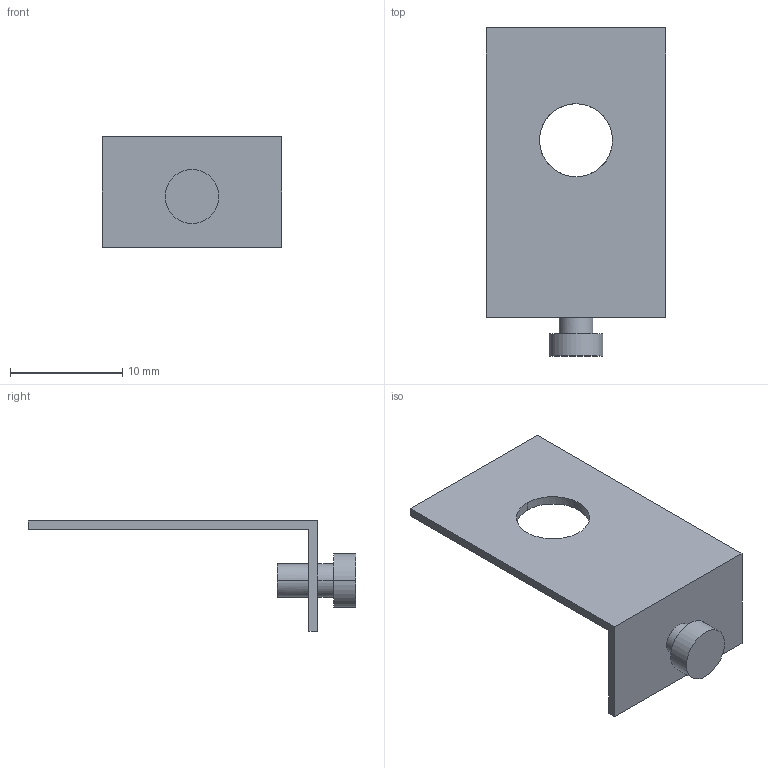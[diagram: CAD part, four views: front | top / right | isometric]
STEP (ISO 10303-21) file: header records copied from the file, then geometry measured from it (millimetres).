
FILE_DESCRIPTION(('CATIA V5R24 STEP','CAx-IF Rec.Pracs.--- Model Styling and Organization---1.2---2011-12-15'),'2;1');
FILE_NAME ('036038-1_1_1070500000_1070500000.stp','2018-08-13T08:02:00+00:00',('none'),('Weidmueller'),'CATIA Version 5-6 Release 2014 SP4 HF52','CATIA V5 STEP AP214','none');
FILE_SCHEMA(('AUTOMOTIVE_DESIGN { 1 0 10303 214 1 1 1 1 }'));
Length unit declared in the file: millimetre
Products named in the file (1): 1070500000
Bounding box: 16 x 29.2 x 9.8 mm (x, y, z)
Volume: 484.8 mm3; surface area: 1240.6 mm2
Topology: 1 solids, 1 shells, 24 faces, 60 edges, 40 vertices
Faces by surface type: plane 12, cylinder 10, cone 2
Entity records: 796 total; most frequent: CARTESIAN_POINT 193, ORIENTED_EDGE 120, DIRECTION 104, EDGE_CURVE 60, AXIS2_PLACEMENT_3D 51, VERTEX_POINT 40, VECTOR 30, EDGE_LOOP 30
